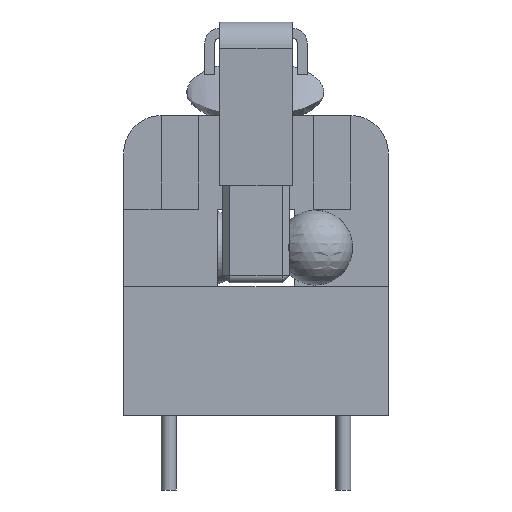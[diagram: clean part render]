
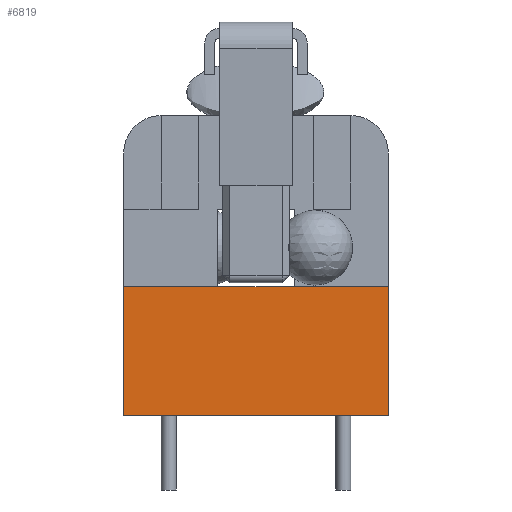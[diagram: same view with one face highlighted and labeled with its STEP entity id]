
A CAD part, left-side view. The second image highlights one B-rep face of the part: STEP entity #6819.
In plain terms, the highlighted face is planar.
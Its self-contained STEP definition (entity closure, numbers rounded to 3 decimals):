
#610=LINE('',#10703,#1113);
#611=LINE('',#10706,#1114);
#612=LINE('',#10708,#1115);
#613=LINE('',#10710,#1116);
#1113=VECTOR('',#8398,1000.);
#1114=VECTOR('',#8399,1000.);
#1115=VECTOR('',#8400,1000.);
#1116=VECTOR('',#8401,1000.);
#1390=PLANE('',#7237);
#2552=ORIENTED_EDGE('',*,*,#3523,.F.);
#2553=ORIENTED_EDGE('',*,*,#3524,.F.);
#2554=ORIENTED_EDGE('',*,*,#3525,.T.);
#2555=ORIENTED_EDGE('',*,*,#3526,.T.);
#3523=EDGE_CURVE('',#4050,#4051,#610,.T.);
#3524=EDGE_CURVE('',#4052,#4050,#611,.T.);
#3525=EDGE_CURVE('',#4052,#4053,#612,.T.);
#3526=EDGE_CURVE('',#4053,#4051,#613,.T.);
#4050=VERTEX_POINT('',#10704);
#4051=VERTEX_POINT('',#10705);
#4052=VERTEX_POINT('',#10707);
#4053=VERTEX_POINT('',#10709);
#4486=EDGE_LOOP('',(#2552,#2553,#2554,#2555));
#4808=FACE_BOUND('',#4486,.T.);
#6819=ADVANCED_FACE('',(#4808),#1390,.T.);
#7237=AXIS2_PLACEMENT_3D('',#10702,#8396,#8397);
#8396=DIRECTION('',(0.,-1.,0.));
#8397=DIRECTION('',(0.,0.,-1.));
#8398=DIRECTION('',(0.,0.,1.));
#8399=DIRECTION('',(-1.,0.,0.));
#8400=DIRECTION('',(0.,0.,1.));
#8401=DIRECTION('',(-1.,0.,0.));
#10702=CARTESIAN_POINT('',(5.3,-6.2,-6.7));
#10703=CARTESIAN_POINT('',(-5.3,-6.2,-6.7));
#10704=CARTESIAN_POINT('',(-5.3,-6.2,-6.7));
#10705=CARTESIAN_POINT('',(-5.3,-6.2,-1.55));
#10706=CARTESIAN_POINT('',(5.3,-6.2,-6.7));
#10707=CARTESIAN_POINT('',(5.3,-6.2,-6.7));
#10708=CARTESIAN_POINT('',(5.3,-6.2,-6.7));
#10709=CARTESIAN_POINT('',(5.3,-6.2,-1.55));
#10710=CARTESIAN_POINT('',(5.3,-6.2,-1.55));
